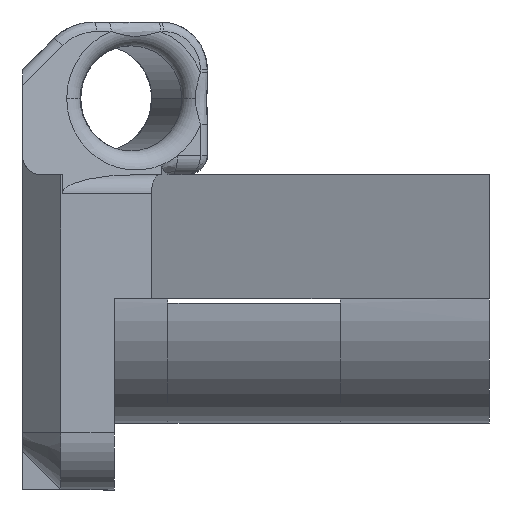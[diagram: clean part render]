
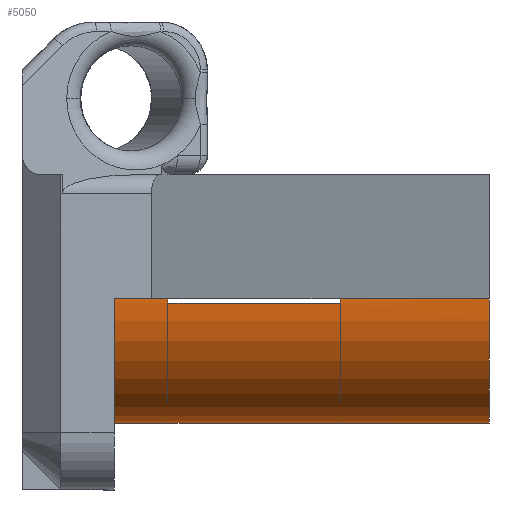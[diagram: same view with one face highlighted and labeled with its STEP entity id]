
A CAD part, left-side view. The second image highlights one B-rep face of the part: STEP entity #5050.
In plain terms, the highlighted cylindrical face has radius 6.5 mm (diameter 13 mm), a partial arc.
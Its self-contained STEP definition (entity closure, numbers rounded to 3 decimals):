
#6 = DIRECTION ( 'NONE',  ( 0., 0., 1. ) ) ;
#49 = CARTESIAN_POINT ( 'NONE',  ( 0., -20.58, 0. ) ) ;
#63 = CIRCLE ( 'NONE', #4489, 6.5 ) ;
#75 = VERTEX_POINT ( 'NONE', #1850 ) ;
#236 = CARTESIAN_POINT ( 'NONE',  ( -6.5, -28.395, 0. ) ) ;
#248 = VECTOR ( 'NONE', #5097, 1000. ) ;
#417 = EDGE_CURVE ( 'NONE', #4118, #2263, #979, .T. ) ;
#451 = CARTESIAN_POINT ( 'NONE',  ( 0., -4.35, -6.5 ) ) ;
#457 = ORIENTED_EDGE ( 'NONE', *, *, #1841, .T. ) ;
#523 = VECTOR ( 'NONE', #1422, 1000. ) ;
#530 = LINE ( 'NONE', #2295, #4212 ) ;
#588 = VERTEX_POINT ( 'NONE', #1669 ) ;
#620 = DIRECTION ( 'NONE',  ( 0., 0., 1. ) ) ;
#639 = DIRECTION ( 'NONE',  ( 0., -1., 0. ) ) ;
#653 = EDGE_CURVE ( 'NONE', #4598, #2778, #4057, .T. ) ;
#662 = EDGE_CURVE ( 'NONE', #5717, #4670, #530, .T. ) ;
#712 = AXIS2_PLACEMENT_3D ( 'NONE', #3307, #639, #3273 ) ;
#727 = DIRECTION ( 'NONE',  ( 0., 0., 1. ) ) ;
#778 = LINE ( 'NONE', #1652, #977 ) ;
#846 = CARTESIAN_POINT ( 'NONE',  ( 0., -20.58, 0. ) ) ;
#861 = VERTEX_POINT ( 'NONE', #4017 ) ;
#914 = CIRCLE ( 'NONE', #4141, 6.5 ) ;
#946 = CARTESIAN_POINT ( 'NONE',  ( -6.5, -28.395, 0. ) ) ;
#948 = ORIENTED_EDGE ( 'NONE', *, *, #2080, .F. ) ;
#977 = VECTOR ( 'NONE', #2046, 1000. ) ;
#979 = CIRCLE ( 'NONE', #3486, 6.5 ) ;
#1020 = EDGE_CURVE ( 'NONE', #4718, #588, #778, .T. ) ;
#1207 = ORIENTED_EDGE ( 'NONE', *, *, #653, .T. ) ;
#1269 = AXIS2_PLACEMENT_3D ( 'NONE', #49, #1812, #4571 ) ;
#1281 = DIRECTION ( 'NONE',  ( 0., 0., 1. ) ) ;
#1296 = DIRECTION ( 'NONE',  ( 0., 1., 0. ) ) ;
#1422 = DIRECTION ( 'NONE',  ( 0., -1., 0. ) ) ;
#1504 = CYLINDRICAL_SURFACE ( 'NONE', #712, 6.5 ) ;
#1577 = LINE ( 'NONE', #4369, #248 ) ;
#1586 = ORIENTED_EDGE ( 'NONE', *, *, #4521, .T. ) ;
#1652 = CARTESIAN_POINT ( 'NONE',  ( 0., 6.82, -6.5 ) ) ;
#1669 = CARTESIAN_POINT ( 'NONE',  ( 0., -28.395, -6.5 ) ) ;
#1700 = ORIENTED_EDGE ( 'NONE', *, *, #3932, .F. ) ;
#1701 = ORIENTED_EDGE ( 'NONE', *, *, #2189, .F. ) ;
#1713 = DIRECTION ( 'NONE',  ( 0., -1., 0. ) ) ;
#1761 = DIRECTION ( 'NONE',  ( 0., 0., 1. ) ) ;
#1812 = DIRECTION ( 'NONE',  ( 0., -1., 0. ) ) ;
#1841 = EDGE_CURVE ( 'NONE', #2263, #75, #2311, .T. ) ;
#1850 = CARTESIAN_POINT ( 'NONE',  ( 0., -11.565, -6.5 ) ) ;
#1891 = DIRECTION ( 'NONE',  ( 0., -1., 0. ) ) ;
#1946 = CARTESIAN_POINT ( 'NONE',  ( 0., -20.58, -6.5 ) ) ;
#2021 = CARTESIAN_POINT ( 'NONE',  ( -6.5, -11.565, 0. ) ) ;
#2041 = VERTEX_POINT ( 'NONE', #2021 ) ;
#2046 = DIRECTION ( 'NONE',  ( 0., -1., 0. ) ) ;
#2080 = EDGE_CURVE ( 'NONE', #2041, #2778, #914, .T. ) ;
#2163 = CARTESIAN_POINT ( 'NONE',  ( -6.496, -11.565, -0.225 ) ) ;
#2189 = EDGE_CURVE ( 'NONE', #5717, #75, #4696, .T. ) ;
#2263 = VERTEX_POINT ( 'NONE', #451 ) ;
#2288 = AXIS2_PLACEMENT_3D ( 'NONE', #3413, #1296, #1761 ) ;
#2295 = CARTESIAN_POINT ( 'NONE',  ( -0.225, 6.82, -6.496 ) ) ;
#2311 = LINE ( 'NONE', #2693, #4789 ) ;
#2320 = CARTESIAN_POINT ( 'NONE',  ( -0.225, -20.58, -6.496 ) ) ;
#2325 = ORIENTED_EDGE ( 'NONE', *, *, #5196, .T. ) ;
#2468 = ORIENTED_EDGE ( 'NONE', *, *, #662, .T. ) ;
#2503 = VERTEX_POINT ( 'NONE', #236 ) ;
#2549 = EDGE_CURVE ( 'NONE', #4118, #2041, #1577, .T. ) ;
#2661 = CIRCLE ( 'NONE', #2288, 6.5 ) ;
#2693 = CARTESIAN_POINT ( 'NONE',  ( 0., 6.82, -6.5 ) ) ;
#2727 = LINE ( 'NONE', #946, #523 ) ;
#2778 = VERTEX_POINT ( 'NONE', #2163 ) ;
#2956 = DIRECTION ( 'NONE',  ( 0., -1., 0. ) ) ;
#2993 = ORIENTED_EDGE ( 'NONE', *, *, #2549, .F. ) ;
#3270 = DIRECTION ( 'NONE',  ( 0., -1., 0. ) ) ;
#3273 = DIRECTION ( 'NONE',  ( 0., 0., -1. ) ) ;
#3307 = CARTESIAN_POINT ( 'NONE',  ( 0., 6.82, 0. ) ) ;
#3317 = CARTESIAN_POINT ( 'NONE',  ( -6.5, -4.35, 0. ) ) ;
#3391 = VECTOR ( 'NONE', #4486, 1000. ) ;
#3413 = CARTESIAN_POINT ( 'NONE',  ( 0., -28.395, 0. ) ) ;
#3486 = AXIS2_PLACEMENT_3D ( 'NONE', #4183, #1891, #620 ) ;
#3627 = CARTESIAN_POINT ( 'NONE',  ( -6.496, 6.82, -0.225 ) ) ;
#3719 = CARTESIAN_POINT ( 'NONE',  ( -0.225, -11.565, -6.496 ) ) ;
#3727 = CARTESIAN_POINT ( 'NONE',  ( 0., -11.565, 0. ) ) ;
#3760 = CIRCLE ( 'NONE', #1269, 6.5 ) ;
#3761 = AXIS2_PLACEMENT_3D ( 'NONE', #4307, #2956, #6 ) ;
#3932 = EDGE_CURVE ( 'NONE', #861, #2503, #2727, .T. ) ;
#3960 = ORIENTED_EDGE ( 'NONE', *, *, #4026, .T. ) ;
#4017 = CARTESIAN_POINT ( 'NONE',  ( -6.5, -20.58, 0. ) ) ;
#4026 = EDGE_CURVE ( 'NONE', #4670, #4718, #3760, .T. ) ;
#4057 = LINE ( 'NONE', #3627, #3391 ) ;
#4118 = VERTEX_POINT ( 'NONE', #3317 ) ;
#4141 = AXIS2_PLACEMENT_3D ( 'NONE', #3727, #5488, #727 ) ;
#4172 = FACE_OUTER_BOUND ( 'NONE', #5012, .T. ) ;
#4183 = CARTESIAN_POINT ( 'NONE',  ( 0., -4.35, 0. ) ) ;
#4212 = VECTOR ( 'NONE', #3270, 1000. ) ;
#4307 = CARTESIAN_POINT ( 'NONE',  ( 0., -11.565, 0. ) ) ;
#4369 = CARTESIAN_POINT ( 'NONE',  ( -6.5, -28.395, 0. ) ) ;
#4465 = CARTESIAN_POINT ( 'NONE',  ( -6.496, -20.58, -0.225 ) ) ;
#4486 = DIRECTION ( 'NONE',  ( 0., 1., 0. ) ) ;
#4489 = AXIS2_PLACEMENT_3D ( 'NONE', #846, #1713, #1281 ) ;
#4509 = DIRECTION ( 'NONE',  ( 0., -1., 0. ) ) ;
#4521 = EDGE_CURVE ( 'NONE', #588, #2503, #2661, .T. ) ;
#4571 = DIRECTION ( 'NONE',  ( 0., 0., 1. ) ) ;
#4598 = VERTEX_POINT ( 'NONE', #4465 ) ;
#4670 = VERTEX_POINT ( 'NONE', #2320 ) ;
#4696 = CIRCLE ( 'NONE', #3761, 6.5 ) ;
#4718 = VERTEX_POINT ( 'NONE', #1946 ) ;
#4789 = VECTOR ( 'NONE', #4509, 1000. ) ;
#4839 = ORIENTED_EDGE ( 'NONE', *, *, #417, .T. ) ;
#5012 = EDGE_LOOP ( 'NONE', ( #4839, #457, #1701, #2468, #3960, #5186, #1586, #1700, #2325, #1207, #948, #2993 ) ) ;
#5050 = ADVANCED_FACE ( 'NONE', ( #4172 ), #1504, .T. ) ;
#5097 = DIRECTION ( 'NONE',  ( 0., -1., 0. ) ) ;
#5186 = ORIENTED_EDGE ( 'NONE', *, *, #1020, .T. ) ;
#5196 = EDGE_CURVE ( 'NONE', #861, #4598, #63, .T. ) ;
#5488 = DIRECTION ( 'NONE',  ( 0., -1., 0. ) ) ;
#5717 = VERTEX_POINT ( 'NONE', #3719 ) ;
